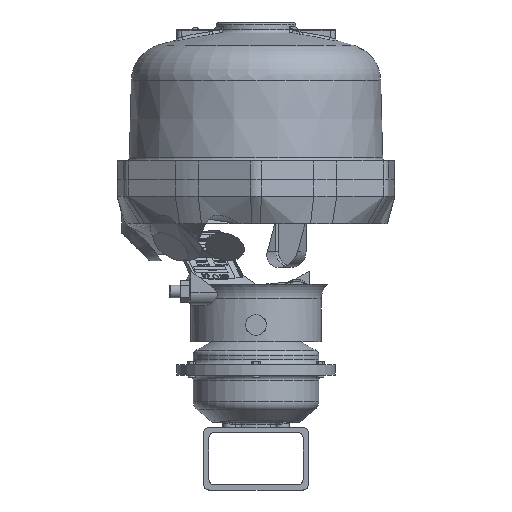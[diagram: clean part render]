
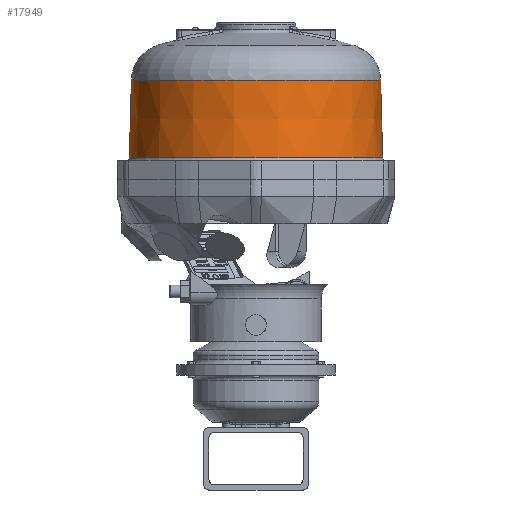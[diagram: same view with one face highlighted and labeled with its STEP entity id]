
A CAD part, front view. The second image highlights one B-rep face of the part: STEP entity #17949.
In plain terms, the highlighted conical face has half-angle 1.5 degrees and reference radius 119.301 mm.
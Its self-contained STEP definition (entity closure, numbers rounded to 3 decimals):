
#1598=CONICAL_SURFACE('',#19185,119.301,0.026);
#1764=FACE_OUTER_BOUND('',#2893,.T.);
#2893=EDGE_LOOP('',(#12550,#12551,#12552,#12553,#12554,#12555));
#4149=LINE('',#27076,#5726);
#5726=VECTOR('',#21052,119.301);
#7353=CIRCLE('',#19183,119.301);
#7354=CIRCLE('',#19184,119.301);
#7355=CIRCLE('',#19186,121.247);
#7356=CIRCLE('',#19187,121.247);
#8084=VERTEX_POINT('',#27067);
#8085=VERTEX_POINT('',#27069);
#8086=VERTEX_POINT('',#27073);
#8087=VERTEX_POINT('',#27074);
#9815=EDGE_CURVE('',#8084,#8085,#7353,.T.);
#9816=EDGE_CURVE('',#8085,#8084,#7354,.T.);
#9817=EDGE_CURVE('',#8086,#8087,#7355,.T.);
#9818=EDGE_CURVE('',#8087,#8085,#4149,.T.);
#9819=EDGE_CURVE('',#8087,#8086,#7356,.T.);
#12550=ORIENTED_EDGE('',*,*,#9817,.T.);
#12551=ORIENTED_EDGE('',*,*,#9818,.T.);
#12552=ORIENTED_EDGE('',*,*,#9815,.F.);
#12553=ORIENTED_EDGE('',*,*,#9816,.F.);
#12554=ORIENTED_EDGE('',*,*,#9818,.F.);
#12555=ORIENTED_EDGE('',*,*,#9819,.T.);
#17949=ADVANCED_FACE('',(#1764),#1598,.T.);
#19183=AXIS2_PLACEMENT_3D('',#27070,#21044,#21045);
#19184=AXIS2_PLACEMENT_3D('',#27071,#21046,#21047);
#19185=AXIS2_PLACEMENT_3D('',#27072,#21048,#21049);
#19186=AXIS2_PLACEMENT_3D('',#27075,#21050,#21051);
#19187=AXIS2_PLACEMENT_3D('',#27077,#21053,#21054);
#21044=DIRECTION('center_axis',(0.,0.,1.));
#21045=DIRECTION('ref_axis',(1.,0.,0.));
#21046=DIRECTION('center_axis',(0.,0.,1.));
#21047=DIRECTION('ref_axis',(1.,0.,0.));
#21048=DIRECTION('center_axis',(0.,0.,-1.));
#21049=DIRECTION('ref_axis',(-1.,0.,0.));
#21050=DIRECTION('center_axis',(0.,0.,1.));
#21051=DIRECTION('ref_axis',(-1.,0.,0.));
#21052=DIRECTION('',(-0.026,0.,1.));
#21053=DIRECTION('center_axis',(0.,0.,1.));
#21054=DIRECTION('ref_axis',(-1.,0.,0.));
#27067=CARTESIAN_POINT('',(-142.275,-15.682,-55.68));
#27069=CARTESIAN_POINT('',(96.326,-15.682,-55.68));
#27070=CARTESIAN_POINT('Origin',(-22.974,-15.682,-55.68));
#27071=CARTESIAN_POINT('Origin',(-22.974,-15.682,-55.68));
#27072=CARTESIAN_POINT('Origin',(-22.974,-15.682,-55.68));
#27073=CARTESIAN_POINT('',(-144.221,-15.682,-130.019));
#27074=CARTESIAN_POINT('',(98.273,-15.682,-130.019));
#27075=CARTESIAN_POINT('Origin',(-22.974,-15.682,-130.019));
#27076=CARTESIAN_POINT('',(96.326,-15.682,-55.68));
#27077=CARTESIAN_POINT('Origin',(-22.974,-15.682,-130.019));
